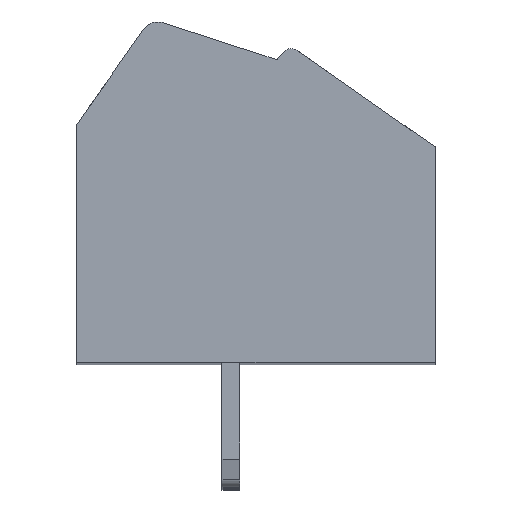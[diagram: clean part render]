
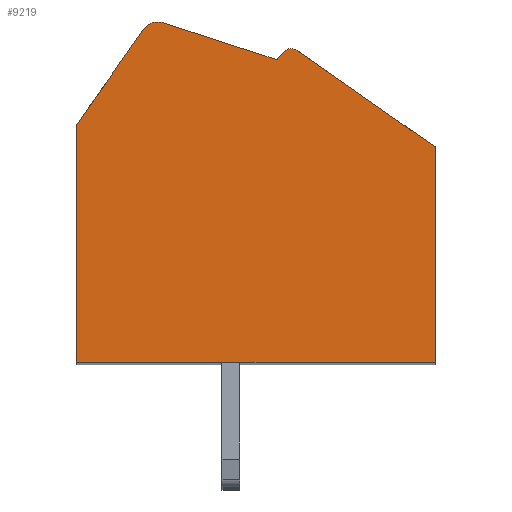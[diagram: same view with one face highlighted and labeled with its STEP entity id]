
A CAD part, top view. The second image highlights one B-rep face of the part: STEP entity #9219.
In plain terms, the highlighted planar face has unit normal (0, 0, 1).
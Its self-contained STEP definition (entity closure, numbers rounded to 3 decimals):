
#813=DIRECTION('',(-0.951,0.309,0.));
#814=VECTOR('',#813,3.333);
#815=CARTESIAN_POINT('',(0.588,3.695,1.75));
#816=LINE('',#815,#814);
#817=DIRECTION('',(-0.638,-0.77,0.));
#818=VECTOR('',#817,0.262);
#819=CARTESIAN_POINT('',(0.755,3.897,1.75));
#820=LINE('',#819,#818);
#821=CARTESIAN_POINT('',(0.986,3.706,1.75));
#822=DIRECTION('',(0.,0.,1.));
#823=DIRECTION('',(0.574,0.819,0.));
#824=AXIS2_PLACEMENT_3D('',#821,#822,#823);
#826=DIRECTION('',(-0.819,0.574,0.));
#827=VECTOR('',#826,4.691);
#828=CARTESIAN_POINT('',(5.,1.261,1.75));
#829=LINE('',#828,#827);
#830=DIRECTION('',(0.,1.,0.));
#831=VECTOR('',#830,6.011);
#832=CARTESIAN_POINT('',(5.,-4.75,1.75));
#833=LINE('',#832,#831);
#834=DIRECTION('',(1.,0.,0.));
#835=VECTOR('',#834,10.);
#836=CARTESIAN_POINT('',(-5.,-4.75,1.75));
#837=LINE('',#836,#835);
#838=DIRECTION('',(0.,-1.,0.));
#839=VECTOR('',#838,6.64);
#840=CARTESIAN_POINT('',(-5.,1.89,1.75));
#841=LINE('',#840,#839);
#842=DIRECTION('',(-0.574,-0.819,0.));
#843=VECTOR('',#842,3.231);
#844=CARTESIAN_POINT('',(-3.147,4.537,1.75));
#845=LINE('',#844,#843);
#846=CARTESIAN_POINT('',(-2.737,4.25,1.75));
#847=DIRECTION('',(0.,0.,1.));
#848=DIRECTION('',(0.309,0.951,0.));
#849=AXIS2_PLACEMENT_3D('',#846,#847,#848);
#6567=CARTESIAN_POINT('',(0.588,3.695,1.75));
#6568=CARTESIAN_POINT('',(-2.583,4.726,1.75));
#6569=VERTEX_POINT('',#6567);
#6570=VERTEX_POINT('',#6568);
#6571=CARTESIAN_POINT('',(-3.147,4.537,1.75));
#6572=VERTEX_POINT('',#6571);
#6573=CARTESIAN_POINT('',(-5.,1.89,1.75));
#6574=VERTEX_POINT('',#6573);
#6575=CARTESIAN_POINT('',(-5.,-4.75,1.75));
#6576=VERTEX_POINT('',#6575);
#6577=CARTESIAN_POINT('',(5.,-4.75,1.75));
#6578=VERTEX_POINT('',#6577);
#6579=CARTESIAN_POINT('',(5.,1.261,1.75));
#6580=VERTEX_POINT('',#6579);
#6581=CARTESIAN_POINT('',(1.158,3.951,1.75));
#6582=VERTEX_POINT('',#6581);
#6583=CARTESIAN_POINT('',(0.755,3.897,1.75));
#6584=VERTEX_POINT('',#6583);
#9203=CARTESIAN_POINT('',(0.,0.,1.75));
#9204=DIRECTION('',(0.,0.,1.));
#9205=DIRECTION('',(1.,0.,0.));
#9206=AXIS2_PLACEMENT_3D('',#9203,#9204,#9205);
#9207=PLANE('',#9206);
#9208=ORIENTED_EDGE('',*,*,#8579,.F.);
#9209=ORIENTED_EDGE('',*,*,#8594,.F.);
#9210=ORIENTED_EDGE('',*,*,#8608,.F.);
#9211=ORIENTED_EDGE('',*,*,#8622,.F.);
#9212=ORIENTED_EDGE('',*,*,#8746,.F.);
#9213=ORIENTED_EDGE('',*,*,#8870,.F.);
#9214=ORIENTED_EDGE('',*,*,#8994,.F.);
#9215=ORIENTED_EDGE('',*,*,#9118,.F.);
#9216=ORIENTED_EDGE('',*,*,#9197,.F.);
#9217=EDGE_LOOP('',(#9208,#9209,#9210,#9211,#9212,#9213,#9214,#9215,#9216));
#9218=FACE_OUTER_BOUND('',#9217,.F.);
#825=CIRCLE('',#824,0.3);
#850=CIRCLE('',#849,0.5);
#8579=EDGE_CURVE('',#6569,#6570,#816,.T.);
#8594=EDGE_CURVE('',#6584,#6569,#820,.T.);
#8608=EDGE_CURVE('',#6582,#6584,#825,.T.);
#8622=EDGE_CURVE('',#6580,#6582,#829,.T.);
#8746=EDGE_CURVE('',#6578,#6580,#833,.T.);
#8870=EDGE_CURVE('',#6576,#6578,#837,.T.);
#8994=EDGE_CURVE('',#6574,#6576,#841,.T.);
#9118=EDGE_CURVE('',#6572,#6574,#845,.T.);
#9197=EDGE_CURVE('',#6570,#6572,#850,.T.);
#9219=ADVANCED_FACE('',(#9218),#9207,.T.);
